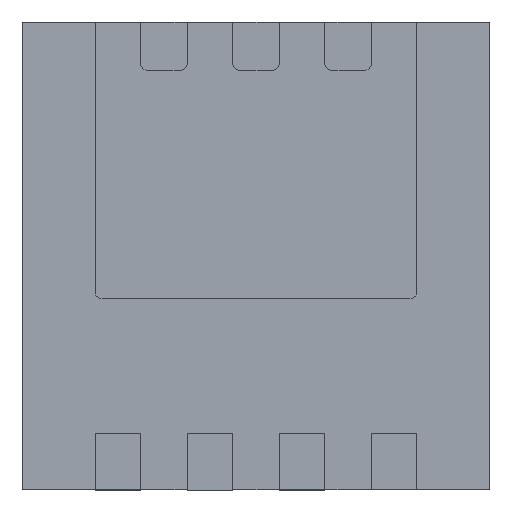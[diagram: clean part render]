
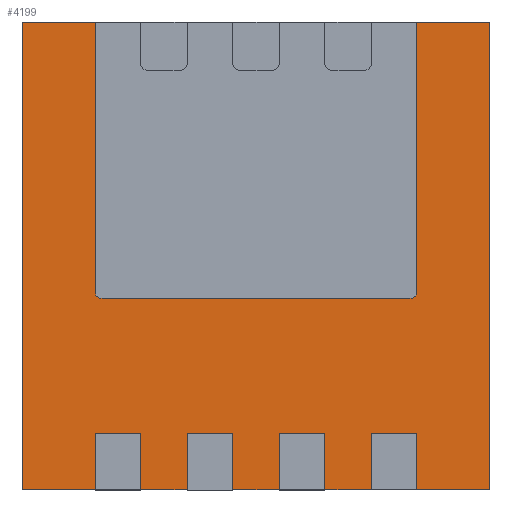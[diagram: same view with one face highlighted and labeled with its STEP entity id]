
A CAD part, front view. The second image highlights one B-rep face of the part: STEP entity #4199.
In plain terms, the highlighted planar face has unit normal (0, -1, 0).
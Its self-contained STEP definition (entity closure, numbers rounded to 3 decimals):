
#83=CIRCLE('',#5137,0.05);
#95=CIRCLE('',#5153,0.05);
#710=ORIENTED_EDGE('',*,*,#1516,.F.);
#711=ORIENTED_EDGE('',*,*,#1562,.T.);
#712=ORIENTED_EDGE('',*,*,#1716,.T.);
#713=ORIENTED_EDGE('',*,*,#1714,.T.);
#714=ORIENTED_EDGE('',*,*,#1717,.T.);
#715=ORIENTED_EDGE('',*,*,#1496,.F.);
#716=ORIENTED_EDGE('',*,*,#1469,.T.);
#717=ORIENTED_EDGE('',*,*,#1501,.F.);
#718=ORIENTED_EDGE('',*,*,#1718,.T.);
#719=ORIENTED_EDGE('',*,*,#1502,.F.);
#720=ORIENTED_EDGE('',*,*,#1465,.T.);
#721=ORIENTED_EDGE('',*,*,#1507,.F.);
#722=ORIENTED_EDGE('',*,*,#1719,.T.);
#723=ORIENTED_EDGE('',*,*,#1490,.F.);
#724=ORIENTED_EDGE('',*,*,#1473,.T.);
#725=ORIENTED_EDGE('',*,*,#1495,.F.);
#726=ORIENTED_EDGE('',*,*,#1720,.T.);
#727=ORIENTED_EDGE('',*,*,#1433,.F.);
#728=ORIENTED_EDGE('',*,*,#1422,.T.);
#729=ORIENTED_EDGE('',*,*,#1438,.F.);
#730=ORIENTED_EDGE('',*,*,#1721,.T.);
#731=ORIENTED_EDGE('',*,*,#1710,.T.);
#732=ORIENTED_EDGE('',*,*,#1722,.T.);
#733=ORIENTED_EDGE('',*,*,#1565,.T.);
#734=ORIENTED_EDGE('',*,*,#1563,.F.);
#735=ORIENTED_EDGE('',*,*,#1557,.F.);
#1422=EDGE_CURVE('',#2047,#2046,#2460,.T.);
#1433=EDGE_CURVE('',#2047,#2056,#2469,.T.);
#1438=EDGE_CURVE('',#2057,#2046,#2474,.T.);
#1465=EDGE_CURVE('',#2079,#2078,#2499,.T.);
#1469=EDGE_CURVE('',#2083,#2082,#2503,.T.);
#1473=EDGE_CURVE('',#2087,#2086,#2507,.T.);
#1490=EDGE_CURVE('',#2087,#2100,#2522,.T.);
#1495=EDGE_CURVE('',#2101,#2086,#2527,.T.);
#1496=EDGE_CURVE('',#2083,#2102,#2528,.T.);
#1501=EDGE_CURVE('',#2103,#2082,#2533,.T.);
#1502=EDGE_CURVE('',#2079,#2104,#2534,.T.);
#1507=EDGE_CURVE('',#2105,#2078,#2539,.T.);
#1516=EDGE_CURVE('',#2108,#2109,#83,.T.);
#1557=EDGE_CURVE('',#2109,#2148,#2576,.T.);
#1562=EDGE_CURVE('',#2108,#2151,#2581,.T.);
#1563=EDGE_CURVE('',#2148,#2152,#95,.T.);
#1565=EDGE_CURVE('',#2153,#2152,#2583,.T.);
#1710=EDGE_CURVE('',#2241,#2240,#2706,.T.);
#1714=EDGE_CURVE('',#2245,#2244,#2710,.T.);
#1716=EDGE_CURVE('',#2151,#2245,#2712,.T.);
#1717=EDGE_CURVE('',#2244,#2102,#2713,.T.);
#1718=EDGE_CURVE('',#2103,#2104,#2714,.T.);
#1719=EDGE_CURVE('',#2105,#2100,#2715,.T.);
#1720=EDGE_CURVE('',#2101,#2056,#2716,.T.);
#1721=EDGE_CURVE('',#2057,#2241,#2717,.T.);
#1722=EDGE_CURVE('',#2240,#2153,#2718,.T.);
#2046=VERTEX_POINT('',#6548);
#2047=VERTEX_POINT('',#6550);
#2056=VERTEX_POINT('',#6572);
#2057=VERTEX_POINT('',#6578);
#2078=VERTEX_POINT('',#6635);
#2079=VERTEX_POINT('',#6637);
#2082=VERTEX_POINT('',#6644);
#2083=VERTEX_POINT('',#6646);
#2086=VERTEX_POINT('',#6653);
#2087=VERTEX_POINT('',#6655);
#2100=VERTEX_POINT('',#6687);
#2101=VERTEX_POINT('',#6693);
#2102=VERTEX_POINT('',#6697);
#2103=VERTEX_POINT('',#6703);
#2104=VERTEX_POINT('',#6707);
#2105=VERTEX_POINT('',#6713);
#2108=VERTEX_POINT('',#6735);
#2109=VERTEX_POINT('',#6737);
#2148=VERTEX_POINT('',#6819);
#2151=VERTEX_POINT('',#6827);
#2152=VERTEX_POINT('',#6831);
#2153=VERTEX_POINT('',#6835);
#2240=VERTEX_POINT('',#7118);
#2241=VERTEX_POINT('',#7120);
#2244=VERTEX_POINT('',#7127);
#2245=VERTEX_POINT('',#7129);
#2460=LINE('',#6549,#2996);
#2469=LINE('',#6571,#3005);
#2474=LINE('',#6579,#3010);
#2499=LINE('',#6636,#3035);
#2503=LINE('',#6645,#3039);
#2507=LINE('',#6654,#3043);
#2522=LINE('',#6686,#3058);
#2527=LINE('',#6694,#3063);
#2528=LINE('',#6696,#3064);
#2533=LINE('',#6704,#3069);
#2534=LINE('',#6706,#3070);
#2539=LINE('',#6714,#3075);
#2576=LINE('',#6818,#3112);
#2581=LINE('',#6828,#3117);
#2583=LINE('',#6834,#3119);
#2706=LINE('',#7119,#3242);
#2710=LINE('',#7128,#3246);
#2712=LINE('',#7132,#3248);
#2713=LINE('',#7133,#3249);
#2714=LINE('',#7134,#3250);
#2715=LINE('',#7135,#3251);
#2716=LINE('',#7136,#3252);
#2717=LINE('',#7137,#3253);
#2718=LINE('',#7138,#3254);
#2996=VECTOR('',#5411,1000.);
#3005=VECTOR('',#5428,1000.);
#3010=VECTOR('',#5435,1000.);
#3035=VECTOR('',#5482,1000.);
#3039=VECTOR('',#5488,1000.);
#3043=VECTOR('',#5494,1000.);
#3058=VECTOR('',#5517,1000.);
#3063=VECTOR('',#5524,1000.);
#3064=VECTOR('',#5527,1000.);
#3069=VECTOR('',#5534,1000.);
#3070=VECTOR('',#5537,1000.);
#3075=VECTOR('',#5544,1000.);
#3112=VECTOR('',#5631,1000.);
#3117=VECTOR('',#5638,1000.);
#3119=VECTOR('',#5646,1000.);
#3242=VECTOR('',#5917,1000.);
#3246=VECTOR('',#5923,1000.);
#3248=VECTOR('',#5927,1000.);
#3249=VECTOR('',#5928,1000.);
#3250=VECTOR('',#5929,1000.);
#3251=VECTOR('',#5930,1000.);
#3252=VECTOR('',#5931,1000.);
#3253=VECTOR('',#5932,1000.);
#3254=VECTOR('',#5933,1000.);
#3619=EDGE_LOOP('',(#710,#711,#712,#713,#714,#715,#716,#717,#718,#719,#720,
#721,#722,#723,#724,#725,#726,#727,#728,#729,#730,#731,#732,#733,#734,#735));
#3831=FACE_BOUND('',#3619,.T.);
#4015=PLANE('',#5230);
#4199=ADVANCED_FACE('',(#3831),#4015,.T.);
#5137=AXIS2_PLACEMENT_3D('',#6736,#5574,#5575);
#5153=AXIS2_PLACEMENT_3D('',#6830,#5641,#5642);
#5230=AXIS2_PLACEMENT_3D('',#7131,#5925,#5926);
#5411=DIRECTION('',(1.,0.,0.));
#5428=DIRECTION('',(0.,0.,-1.));
#5435=DIRECTION('',(0.,0.,1.));
#5482=DIRECTION('',(1.,0.,0.));
#5488=DIRECTION('',(1.,0.,0.));
#5494=DIRECTION('',(1.,0.,0.));
#5517=DIRECTION('',(0.,0.,-1.));
#5524=DIRECTION('',(0.,0.,1.));
#5527=DIRECTION('',(0.,0.,-1.));
#5534=DIRECTION('',(0.,0.,1.));
#5537=DIRECTION('',(0.,0.,-1.));
#5544=DIRECTION('',(0.,0.,1.));
#5574=DIRECTION('',(0.,-1.,0.));
#5575=DIRECTION('',(0.,0.,-1.));
#5631=DIRECTION('',(1.,0.,0.));
#5638=DIRECTION('',(0.,0.,1.));
#5641=DIRECTION('',(0.,-1.,0.));
#5642=DIRECTION('',(0.,0.,-1.));
#5646=DIRECTION('',(0.,0.,-1.));
#5917=DIRECTION('',(0.,0.,1.));
#5923=DIRECTION('',(0.,0.,-1.));
#5925=DIRECTION('',(0.,-1.,0.));
#5926=DIRECTION('',(0.,0.,-1.));
#5927=DIRECTION('',(-1.,0.,0.));
#5928=DIRECTION('',(1.,0.,0.));
#5929=DIRECTION('',(1.,0.,0.));
#5930=DIRECTION('',(1.,0.,0.));
#5931=DIRECTION('',(1.,0.,0.));
#5932=DIRECTION('',(1.,0.,0.));
#5933=DIRECTION('',(-1.,0.,0.));
#6548=CARTESIAN_POINT('',(1.135,-0.65,-1.25));
#6549=CARTESIAN_POINT('',(0.,-0.65,-1.25));
#6550=CARTESIAN_POINT('',(0.815,-0.65,-1.25));
#6571=CARTESIAN_POINT('',(0.815,-0.65,-1.25));
#6572=CARTESIAN_POINT('',(0.815,-0.65,-1.65));
#6578=CARTESIAN_POINT('',(1.135,-0.65,-1.65));
#6579=CARTESIAN_POINT('',(1.135,-0.65,-1.65));
#6635=CARTESIAN_POINT('',(-0.165,-0.65,-1.25));
#6636=CARTESIAN_POINT('',(0.,-0.65,-1.25));
#6637=CARTESIAN_POINT('',(-0.485,-0.65,-1.25));
#6644=CARTESIAN_POINT('',(-0.815,-0.65,-1.25));
#6645=CARTESIAN_POINT('',(0.,-0.65,-1.25));
#6646=CARTESIAN_POINT('',(-1.135,-0.65,-1.25));
#6653=CARTESIAN_POINT('',(0.485,-0.65,-1.25));
#6654=CARTESIAN_POINT('',(0.,-0.65,-1.25));
#6655=CARTESIAN_POINT('',(0.165,-0.65,-1.25));
#6686=CARTESIAN_POINT('',(0.165,-0.65,-1.25));
#6687=CARTESIAN_POINT('',(0.165,-0.65,-1.65));
#6693=CARTESIAN_POINT('',(0.485,-0.65,-1.65));
#6694=CARTESIAN_POINT('',(0.485,-0.65,-1.65));
#6696=CARTESIAN_POINT('',(-1.135,-0.65,-1.25));
#6697=CARTESIAN_POINT('',(-1.135,-0.65,-1.65));
#6703=CARTESIAN_POINT('',(-0.815,-0.65,-1.65));
#6704=CARTESIAN_POINT('',(-0.815,-0.65,-1.65));
#6706=CARTESIAN_POINT('',(-0.485,-0.65,-1.25));
#6707=CARTESIAN_POINT('',(-0.485,-0.65,-1.65));
#6713=CARTESIAN_POINT('',(-0.165,-0.65,-1.65));
#6714=CARTESIAN_POINT('',(-0.165,-0.65,-1.65));
#6735=CARTESIAN_POINT('',(-1.135,-0.65,-0.25));
#6736=CARTESIAN_POINT('',(-1.085,-0.65,-0.25));
#6737=CARTESIAN_POINT('',(-1.085,-0.65,-0.3));
#6818=CARTESIAN_POINT('',(0.,-0.65,-0.3));
#6819=CARTESIAN_POINT('',(1.085,-0.65,-0.3));
#6827=CARTESIAN_POINT('',(-1.135,-0.65,1.65));
#6828=CARTESIAN_POINT('',(-1.135,-0.65,-0.25));
#6830=CARTESIAN_POINT('',(1.085,-0.65,-0.25));
#6831=CARTESIAN_POINT('',(1.135,-0.65,-0.25));
#6834=CARTESIAN_POINT('',(1.135,-0.65,1.65));
#6835=CARTESIAN_POINT('',(1.135,-0.65,1.65));
#7118=CARTESIAN_POINT('',(1.65,-0.65,1.65));
#7119=CARTESIAN_POINT('',(1.65,-0.65,-1.65));
#7120=CARTESIAN_POINT('',(1.65,-0.65,-1.65));
#7127=CARTESIAN_POINT('',(-1.65,-0.65,-1.65));
#7128=CARTESIAN_POINT('',(-1.65,-0.65,1.65));
#7129=CARTESIAN_POINT('',(-1.65,-0.65,1.65));
#7131=CARTESIAN_POINT('',(0.,-0.65,0.));
#7132=CARTESIAN_POINT('',(1.65,-0.65,1.65));
#7133=CARTESIAN_POINT('',(-1.65,-0.65,-1.65));
#7134=CARTESIAN_POINT('',(-1.65,-0.65,-1.65));
#7135=CARTESIAN_POINT('',(-1.65,-0.65,-1.65));
#7136=CARTESIAN_POINT('',(-1.65,-0.65,-1.65));
#7137=CARTESIAN_POINT('',(-1.65,-0.65,-1.65));
#7138=CARTESIAN_POINT('',(1.65,-0.65,1.65));
